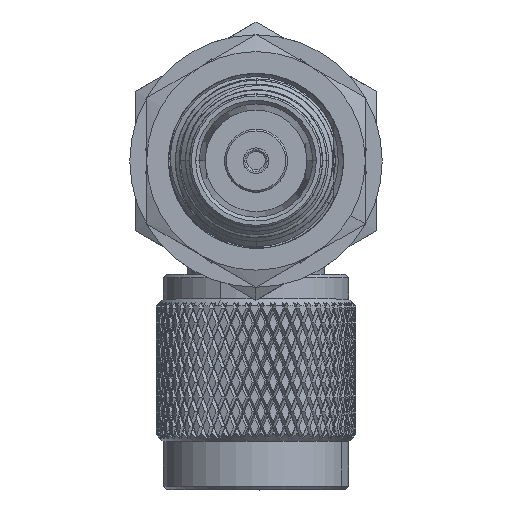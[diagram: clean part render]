
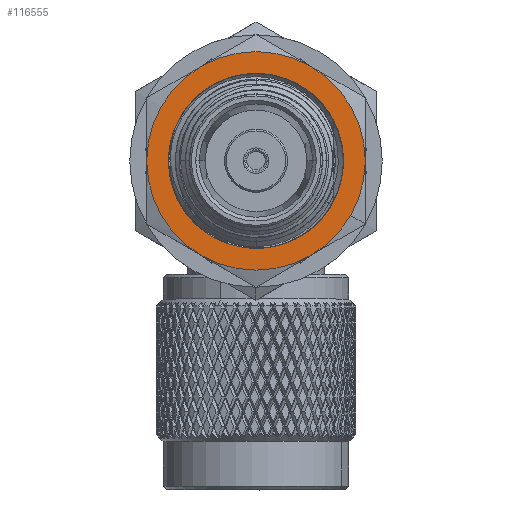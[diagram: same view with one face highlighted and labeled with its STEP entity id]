
A CAD part, top view. The second image highlights one B-rep face of the part: STEP entity #116555.
In plain terms, the highlighted face is planar.
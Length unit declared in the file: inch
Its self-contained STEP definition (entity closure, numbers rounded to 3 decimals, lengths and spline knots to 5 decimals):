
#3031 = CARTESIAN_POINT ( 'NONE',  ( 0.4532, 0., 0. ) ) ;
#3564 = CARTESIAN_POINT ( 'NONE',  ( 0.4532, 0., 0. ) ) ;
#6230 = VERTEX_POINT ( 'NONE', #36330 ) ;
#8692 = EDGE_CURVE ( 'NONE', #121619, #85679, #112122, .T. ) ;
#9050 = CIRCLE ( 'NONE', #19902, 0.3125 ) ;
#10874 = DIRECTION ( 'NONE',  ( -1., 0., 0. ) ) ;
#13045 = FACE_OUTER_BOUND ( 'NONE', #30539, .T. ) ;
#13428 = CIRCLE ( 'NONE', #39470, 0.3125 ) ;
#13727 = DIRECTION ( 'NONE',  ( 0., -0.5, 0.866 ) ) ;
#14282 = CARTESIAN_POINT ( 'NONE',  ( 0.4532, -0.27063, -0.15625 ) ) ;
#18238 = AXIS2_PLACEMENT_3D ( 'NONE', #67848, #58978, #78015 ) ;
#19902 = AXIS2_PLACEMENT_3D ( 'NONE', #109649, #89401, #27014 ) ;
#21004 = VERTEX_POINT ( 'NONE', #87402 ) ;
#23374 = DIRECTION ( 'NONE',  ( -1., 0., 0. ) ) ;
#24493 = DIRECTION ( 'NONE',  ( 0., -0.5, 0.866 ) ) ;
#26838 = AXIS2_PLACEMENT_3D ( 'NONE', #132888, #50275, #40086 ) ;
#27014 = DIRECTION ( 'NONE',  ( 0., -0.5, 0.866 ) ) ;
#27493 = CIRCLE ( 'NONE', #64351, 0.25 ) ;
#30539 = EDGE_LOOP ( 'NONE', ( #104264, #130939, #107352, #51686, #61748, #66481, #84943 ) ) ;
#31271 = CARTESIAN_POINT ( 'NONE',  ( 0.4532, 0., 0. ) ) ;
#31685 = EDGE_CURVE ( 'NONE', #48099, #6230, #108444, .T. ) ;
#35754 = CARTESIAN_POINT ( 'NONE',  ( 0.4532, -0.15625, 0.27063 ) ) ;
#36328 = EDGE_CURVE ( 'NONE', #59280, #121619, #9050, .T. ) ;
#36330 = CARTESIAN_POINT ( 'NONE',  ( 0.4532, -0.21894, -0.12069 ) ) ;
#39439 = EDGE_CURVE ( 'NONE', #81784, #87327, #13428, .T. ) ;
#39470 = AXIS2_PLACEMENT_3D ( 'NONE', #92777, #61643, #83329 ) ;
#40086 = DIRECTION ( 'NONE',  ( 0., -0.5, 0.866 ) ) ;
#42088 = CIRCLE ( 'NONE', #18238, 0.3125 ) ;
#42575 = CARTESIAN_POINT ( 'NONE',  ( 0.4532, 0.27063, -0.15625 ) ) ;
#43519 = CARTESIAN_POINT ( 'NONE',  ( 0.4532, 0., 0. ) ) ;
#43613 = FACE_BOUND ( 'NONE', #120905, .T. ) ;
#48099 = VERTEX_POINT ( 'NONE', #89071 ) ;
#50275 = DIRECTION ( 'NONE',  ( -1., 0., 0. ) ) ;
#50299 = CARTESIAN_POINT ( 'NONE',  ( 0.4532, 0., 0.3125 ) ) ;
#50400 = ORIENTED_EDGE ( 'NONE', *, *, #112496, .F. ) ;
#51163 = EDGE_CURVE ( 'NONE', #87327, #112348, #42088, .T. ) ;
#51686 = ORIENTED_EDGE ( 'NONE', *, *, #68986, .T. ) ;
#58978 = DIRECTION ( 'NONE',  ( -1., 0., 0. ) ) ;
#59280 = VERTEX_POINT ( 'NONE', #42575 ) ;
#61643 = DIRECTION ( 'NONE',  ( -1., 0., 0. ) ) ;
#61748 = ORIENTED_EDGE ( 'NONE', *, *, #36328, .T. ) ;
#63875 = DIRECTION ( 'NONE',  ( 0., -0.5, 0.866 ) ) ;
#63997 = ORIENTED_EDGE ( 'NONE', *, *, #31685, .F. ) ;
#64351 = AXIS2_PLACEMENT_3D ( 'NONE', #79682, #91142, #101958 ) ;
#64788 = DIRECTION ( 'NONE',  ( 0., -0.5, 0.866 ) ) ;
#65980 = DIRECTION ( 'NONE',  ( -1., 0., 0. ) ) ;
#66481 = ORIENTED_EDGE ( 'NONE', *, *, #8692, .T. ) ;
#67065 = AXIS2_PLACEMENT_3D ( 'NONE', #3031, #23374, #64788 ) ;
#67848 = CARTESIAN_POINT ( 'NONE',  ( 0.4532, 0., 0. ) ) ;
#68986 = EDGE_CURVE ( 'NONE', #112348, #59280, #125411, .T. ) ;
#71684 = DIRECTION ( 'NONE',  ( 0., -0.5, 0.866 ) ) ;
#71804 = CIRCLE ( 'NONE', #87035, 0.3125 ) ;
#72602 = CARTESIAN_POINT ( 'NONE',  ( 0.4532, 0., -0.3125 ) ) ;
#78015 = DIRECTION ( 'NONE',  ( 0., -0.5, 0.866 ) ) ;
#79682 = CARTESIAN_POINT ( 'NONE',  ( 0.4532, 0., 0. ) ) ;
#79864 = CARTESIAN_POINT ( 'NONE',  ( 0.4532, 0., 0. ) ) ;
#81784 = VERTEX_POINT ( 'NONE', #35754 ) ;
#83329 = DIRECTION ( 'NONE',  ( 0., -0.5, 0.866 ) ) ;
#84943 = ORIENTED_EDGE ( 'NONE', *, *, #123447, .T. ) ;
#85348 = CIRCLE ( 'NONE', #26838, 0.3125 ) ;
#85679 = VERTEX_POINT ( 'NONE', #14282 ) ;
#87035 = AXIS2_PLACEMENT_3D ( 'NONE', #31271, #10874, #63875 ) ;
#87327 = VERTEX_POINT ( 'NONE', #50299 ) ;
#87402 = CARTESIAN_POINT ( 'NONE',  ( 0.4532, -0.27063, 0.15625 ) ) ;
#89071 = CARTESIAN_POINT ( 'NONE',  ( 0.4532, -0.06947, -0.24015 ) ) ;
#89401 = DIRECTION ( 'NONE',  ( -1., 0., 0. ) ) ;
#91142 = DIRECTION ( 'NONE',  ( -1., 0., 0. ) ) ;
#92777 = CARTESIAN_POINT ( 'NONE',  ( 0.4532, 0., 0. ) ) ;
#101958 = DIRECTION ( 'NONE',  ( 0., -0.5, 0.866 ) ) ;
#104264 = ORIENTED_EDGE ( 'NONE', *, *, #132178, .T. ) ;
#107352 = ORIENTED_EDGE ( 'NONE', *, *, #51163, .T. ) ;
#107596 = AXIS2_PLACEMENT_3D ( 'NONE', #3564, #65980, #13727 ) ;
#108444 = CIRCLE ( 'NONE', #119205, 0.25 ) ;
#108475 = DIRECTION ( 'NONE',  ( -1., 0., 0. ) ) ;
#109649 = CARTESIAN_POINT ( 'NONE',  ( 0.4532, 0., 0. ) ) ;
#110960 = DIRECTION ( 'NONE',  ( -1., 0., 0. ) ) ;
#112122 = CIRCLE ( 'NONE', #118731, 0.3125 ) ;
#112348 = VERTEX_POINT ( 'NONE', #126474 ) ;
#112496 = EDGE_CURVE ( 'NONE', #6230, #48099, #27493, .T. ) ;
#116555 = ADVANCED_FACE ( 'NONE', ( #43613, #13045 ), #127591, .T. ) ;
#118731 = AXIS2_PLACEMENT_3D ( 'NONE', #43519, #108475, #24493 ) ;
#119205 = AXIS2_PLACEMENT_3D ( 'NONE', #79864, #110960, #71684 ) ;
#120905 = EDGE_LOOP ( 'NONE', ( #50400, #63997 ) ) ;
#121619 = VERTEX_POINT ( 'NONE', #72602 ) ;
#123447 = EDGE_CURVE ( 'NONE', #85679, #21004, #85348, .T. ) ;
#125411 = CIRCLE ( 'NONE', #67065, 0.3125 ) ;
#126474 = CARTESIAN_POINT ( 'NONE',  ( 0.4532, 0.27063, 0.15625 ) ) ;
#127591 = PLANE ( 'NONE',  #107596 ) ;
#130939 = ORIENTED_EDGE ( 'NONE', *, *, #39439, .T. ) ;
#132178 = EDGE_CURVE ( 'NONE', #21004, #81784, #71804, .T. ) ;
#132888 = CARTESIAN_POINT ( 'NONE',  ( 0.4532, 0., 0. ) ) ;
